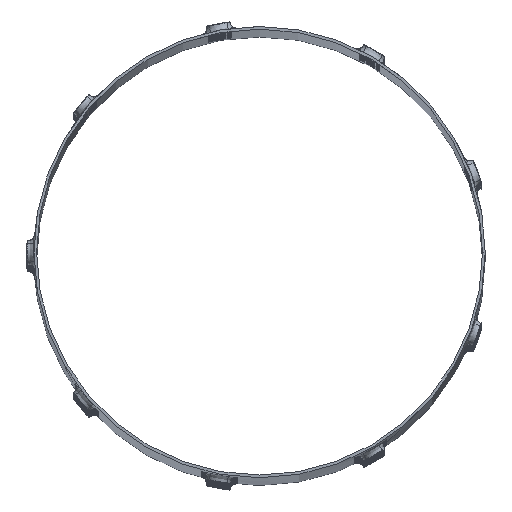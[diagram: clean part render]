
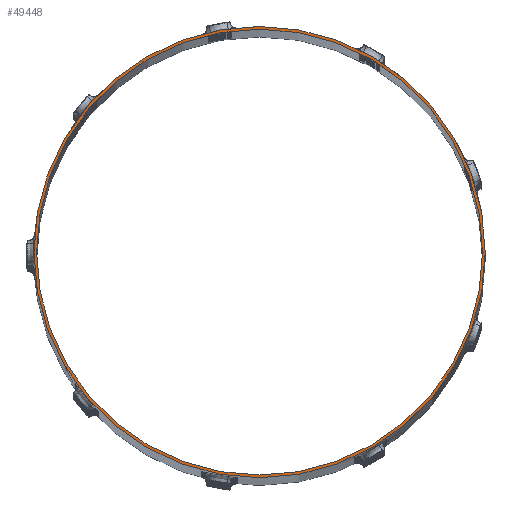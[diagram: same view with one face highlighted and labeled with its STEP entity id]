
A CAD part, top view. The second image highlights one B-rep face of the part: STEP entity #49448.
In plain terms, the highlighted planar face has unit normal (0, 0, 1).
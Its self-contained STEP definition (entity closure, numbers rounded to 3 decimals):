
#583=CIRCLE('',#52650,50.);
#584=CIRCLE('',#52653,50.6);
#784=PLANE('',#52661);
#1559=FACE_OUTER_BOUND('',#5157,.T.);
#5157=EDGE_LOOP('',(#33618,#33619,#33620,#33621));
#9318=LINE('',#77084,#13106);
#9321=LINE('',#77088,#13109);
#13106=VECTOR('',#54404,0.6);
#13109=VECTOR('',#54409,0.6);
#19909=VERTEX_POINT('',#59589);
#19912=VERTEX_POINT('',#59594);
#20677=VERTEX_POINT('',#67522);
#20678=VERTEX_POINT('',#67524);
#24462=EDGE_CURVE('',#19909,#19912,#583,.T.);
#25233=EDGE_CURVE('',#20677,#20678,#584,.T.);
#25994=EDGE_CURVE('',#19912,#20678,#9318,.T.);
#25997=EDGE_CURVE('',#20677,#19909,#9321,.T.);
#33618=ORIENTED_EDGE('',*,*,#25994,.T.);
#33619=ORIENTED_EDGE('',*,*,#25233,.F.);
#33620=ORIENTED_EDGE('',*,*,#25997,.T.);
#33621=ORIENTED_EDGE('',*,*,#24462,.T.);
#49448=ADVANCED_FACE('',(#1559),#784,.F.);
#52650=AXIS2_PLACEMENT_3D('',#59596,#53620,#53621);
#52653=AXIS2_PLACEMENT_3D('',#67525,#54011,#54012);
#52661=AXIS2_PLACEMENT_3D('',#77090,#54412,#54413);
#53620=DIRECTION('center_axis',(0.,0.,
-1.));
#53621=DIRECTION('ref_axis',(1.,0.,0.));
#54011=DIRECTION('center_axis',(0.,0.,
-1.));
#54012=DIRECTION('ref_axis',(1.,0.,0.));
#54404=DIRECTION('',(1.,0.,0.));
#54409=DIRECTION('',(-1.,0.,0.));
#54412=DIRECTION('center_axis',(0.,0.,
-1.));
#54413=DIRECTION('ref_axis',(-1.,0.,0.));
#59589=CARTESIAN_POINT('',(50.,0.,1000.));
#59594=CARTESIAN_POINT('',(50.,0.001,1000.));
#59596=CARTESIAN_POINT('Origin',(0.,0.,
1000.));
#67522=CARTESIAN_POINT('',(50.6,-0.001,1000.));
#67524=CARTESIAN_POINT('',(50.6,0.001,1000.));
#67525=CARTESIAN_POINT('Origin',(0.,0.,
1000.));
#77084=CARTESIAN_POINT('',(0.,0.,1000.));
#77088=CARTESIAN_POINT('',(0.,0.,1000.));
#77090=CARTESIAN_POINT('Origin',(50.,0.001,
1000.));
